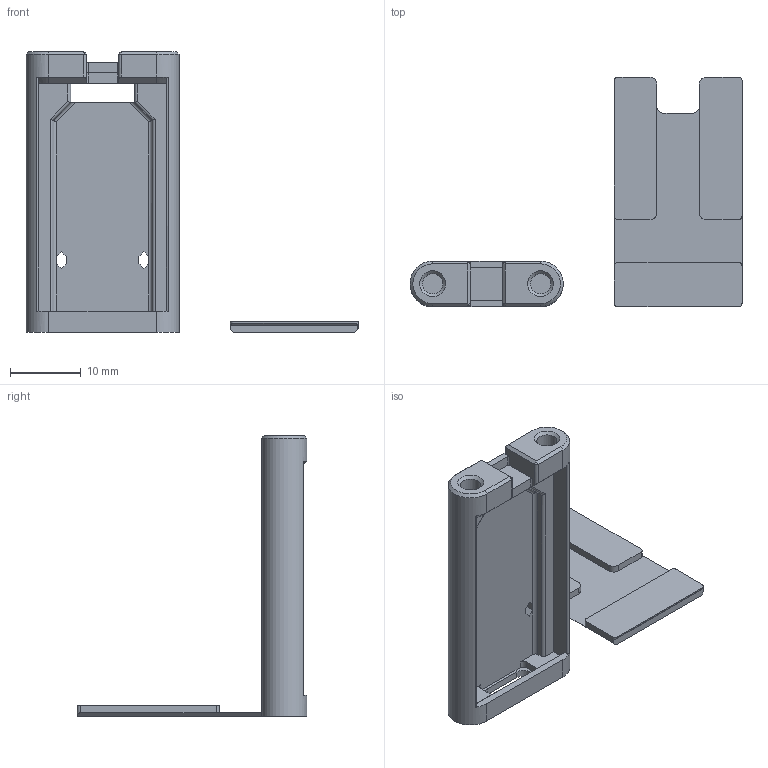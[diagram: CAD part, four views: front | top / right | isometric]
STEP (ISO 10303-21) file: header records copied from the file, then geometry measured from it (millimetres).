
FILE_DESCRIPTION(/* description */ (''),/* implementation_level */ '2;1');
FILE_NAME(/* name */ 'shuffle-holder-v.1.00.step',/* time_stamp */ '2025-11-04T16:50:40+03:00',/* author */ (''),/* organization */ (''),/* preprocessor_version */ 'ST-DEVELOPER v20.1',/* originating_system */ 'Autodesk Translation Framework v14.17.0.0',/* authorisation */ '');
FILE_SCHEMA (('AUTOMOTIVE_DESIGN { 1 0 10303 214 3 1 1 }'));
Length unit declared in the file: millimetre
Products named in the file (1): (Unsaved)
Bounding box: 46.8 x 32.4 x 39.6 mm (x, y, z)
Volume: 2855.3 mm3; surface area: 4040.1 mm2
Topology: 2 solids, 2 shells, 136 faces, 363 edges, 226 vertices
Faces by surface type: plane 80, cylinder 46, cone 10
Full cylindrical faces by diameter (mm): 2.85 x2
Entity records: 4232 total; most frequent: CARTESIAN_POINT 757, DIRECTION 725, ORIENTED_EDGE 718, EDGE_CURVE 359, LINE 259, VECTOR 259, AXIS2_PLACEMENT_3D 233, VERTEX_POINT 226
